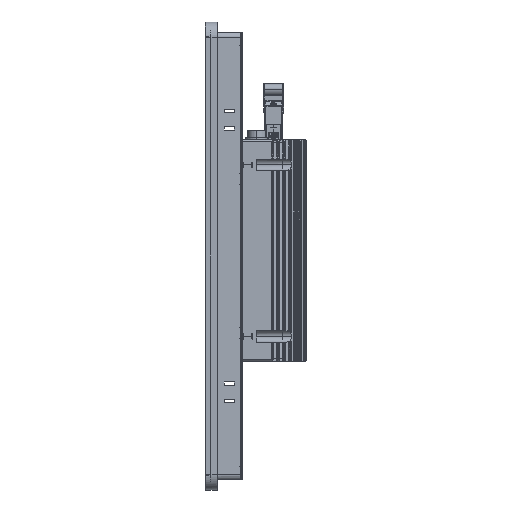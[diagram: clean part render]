
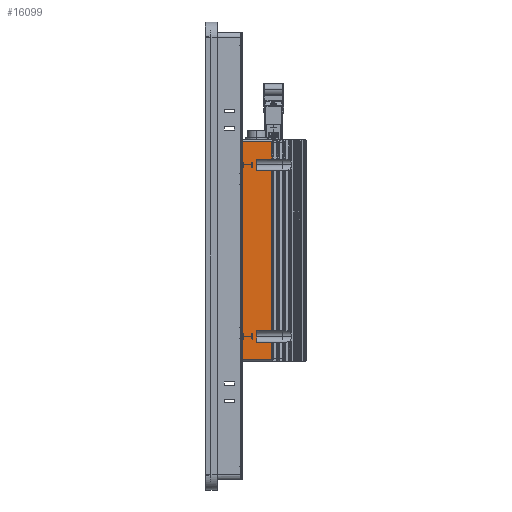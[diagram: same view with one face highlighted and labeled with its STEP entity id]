
A CAD part, left-side view. The second image highlights one B-rep face of the part: STEP entity #16099.
In plain terms, the highlighted planar face has unit normal (-1, 0, 0).
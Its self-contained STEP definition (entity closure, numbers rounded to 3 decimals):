
#1357 = VERTEX_POINT ( 'NONE', #7435 ) ;
#3347 = VECTOR ( 'NONE', #146462, 1000. ) ;
#3623 = CARTESIAN_POINT ( 'NONE',  ( -133.201, -42.377, 80.152 ) ) ;
#6095 = EDGE_CURVE ( 'NONE', #152840, #71253, #56458, .T. ) ;
#7435 = CARTESIAN_POINT ( 'NONE',  ( -133.201, -43.43, -60.248 ) ) ;
#7498 = CARTESIAN_POINT ( 'NONE',  ( -133.201, -22.85, 80.152 ) ) ;
#9922 = ORIENTED_EDGE ( 'NONE', *, *, #98586, .F. ) ;
#11326 = VECTOR ( 'NONE', #91542, 1000. ) ;
#11589 = CARTESIAN_POINT ( 'NONE',  ( -133.201, -22.85, -73.748 ) ) ;
#13753 = EDGE_CURVE ( 'NONE', #47930, #151370, #34004, .T. ) ;
#16099 = ADVANCED_FACE ( 'NONE', ( #61482 ), #24268, .T. ) ;
#17864 = CARTESIAN_POINT ( 'NONE',  ( -133.201, -42.904, 80.136 ) ) ;
#18146 = LINE ( 'NONE', #111755, #78118 ) ;
#19058 = EDGE_CURVE ( 'NONE', #71253, #139888, #106336, .T. ) ;
#19722 = CARTESIAN_POINT ( 'NONE',  ( -133.201, -32.85, -73.748 ) ) ;
#20607 = EDGE_CURVE ( 'NONE', #56304, #127285, #91938, .T. ) ;
#21926 = DIRECTION ( 'NONE',  ( 0., -1., 0. ) ) ;
#23264 = LINE ( 'NONE', #132682, #116542 ) ;
#24268 = PLANE ( 'NONE',  #92752 ) ;
#25276 = LINE ( 'NONE', #59382, #30863 ) ;
#26467 = EDGE_CURVE ( 'NONE', #151370, #1357, #114163, .T. ) ;
#28567 = DIRECTION ( 'NONE',  ( 0., 0., 1. ) ) ;
#29728 = VECTOR ( 'NONE', #44543, 1000. ) ;
#29738 = CARTESIAN_POINT ( 'NONE',  ( -133.201, -41.85, -72.648 ) ) ;
#30024 = VERTEX_POINT ( 'NONE', #92128 ) ;
#30825 = VECTOR ( 'NONE', #67346, 1000. ) ;
#30863 = VECTOR ( 'NONE', #107763, 1000. ) ;
#30994 = ORIENTED_EDGE ( 'NONE', *, *, #85985, .T. ) ;
#34004 = B_SPLINE_CURVE_WITH_KNOTS ( 'NONE', 3,
 ( #29738, #65392, #127226, #42423 ),
 .UNSPECIFIED., .F., .F.,
 ( 4, 4 ),
 ( 0., 0.002 ),
 .UNSPECIFIED. ) ;
#34841 = ORIENTED_EDGE ( 'NONE', *, *, #154899, .T. ) ;
#36533 = LINE ( 'NONE', #86427, #39040 ) ;
#38409 = DIRECTION ( 'NONE',  ( 0., 0., 1. ) ) ;
#39040 = VECTOR ( 'NONE', #134815, 1000. ) ;
#40479 = CARTESIAN_POINT ( 'NONE',  ( -133.201, -43.43, -73.748 ) ) ;
#40895 = CARTESIAN_POINT ( 'NONE',  ( -133.201, -43.43, 80.104 ) ) ;
#42423 = CARTESIAN_POINT ( 'NONE',  ( -133.201, -43.43, -72.6 ) ) ;
#44543 = DIRECTION ( 'NONE',  ( 0., 0., 1. ) ) ;
#46106 = CARTESIAN_POINT ( 'NONE',  ( -133.201, -43.43, -73.748 ) ) ;
#46651 = DIRECTION ( 'NONE',  ( 0., 0., 1. ) ) ;
#47930 = VERTEX_POINT ( 'NONE', #64066 ) ;
#48273 = CARTESIAN_POINT ( 'NONE',  ( -133.201, -22.85, -72.648 ) ) ;
#50203 = VECTOR ( 'NONE', #28567, 1000. ) ;
#52012 = CARTESIAN_POINT ( 'NONE',  ( -133.201, -41.85, 80.152 ) ) ;
#52191 = ORIENTED_EDGE ( 'NONE', *, *, #139068, .T. ) ;
#56304 = VERTEX_POINT ( 'NONE', #97882 ) ;
#56458 = LINE ( 'NONE', #77906, #63520 ) ;
#59382 = CARTESIAN_POINT ( 'NONE',  ( -133.201, -22.85, -73.748 ) ) ;
#61482 = FACE_OUTER_BOUND ( 'NONE', #95239, .T. ) ;
#61886 = ORIENTED_EDGE ( 'NONE', *, *, #132657, .T. ) ;
#63520 = VECTOR ( 'NONE', #90588, 1000. ) ;
#64066 = CARTESIAN_POINT ( 'NONE',  ( -133.201, -41.85, -72.648 ) ) ;
#65392 = CARTESIAN_POINT ( 'NONE',  ( -133.201, -42.377, -72.648 ) ) ;
#65832 = EDGE_CURVE ( 'NONE', #127285, #146867, #125440, .T. ) ;
#65872 = ORIENTED_EDGE ( 'NONE', *, *, #96709, .T. ) ;
#67346 = DIRECTION ( 'NONE',  ( 0., 0., 1. ) ) ;
#68506 = LINE ( 'NONE', #7498, #11326 ) ;
#71253 = VERTEX_POINT ( 'NONE', #126079 ) ;
#71615 = DIRECTION ( 'NONE',  ( 0., -1., 0. ) ) ;
#72527 = CARTESIAN_POINT ( 'NONE',  ( -133.201, -32.85, 59.752 ) ) ;
#77906 = CARTESIAN_POINT ( 'NONE',  ( -133.201, -22.85, -52.248 ) ) ;
#78118 = VECTOR ( 'NONE', #149805, 1000. ) ;
#79812 = EDGE_CURVE ( 'NONE', #1357, #30024, #36533, .T. ) ;
#85874 = ORIENTED_EDGE ( 'NONE', *, *, #6095, .T. ) ;
#85985 = EDGE_CURVE ( 'NONE', #146867, #147278, #68506, .T. ) ;
#86427 = CARTESIAN_POINT ( 'NONE',  ( -133.201, -22.85, -60.248 ) ) ;
#88299 = LINE ( 'NONE', #122452, #125788 ) ;
#90588 = DIRECTION ( 'NONE',  ( 0., -1., 0. ) ) ;
#91542 = DIRECTION ( 'NONE',  ( 0., 1., 0. ) ) ;
#91864 = CARTESIAN_POINT ( 'NONE',  ( -133.201, -32.85, 67.752 ) ) ;
#91938 = LINE ( 'NONE', #40479, #50203 ) ;
#92128 = CARTESIAN_POINT ( 'NONE',  ( -133.201, -32.85, -60.248 ) ) ;
#92752 = AXIS2_PLACEMENT_3D ( 'NONE', #11589, #94835, #21926 ) ;
#93395 = VERTEX_POINT ( 'NONE', #48273 ) ;
#94835 = DIRECTION ( 'NONE',  ( -1., 0., 0. ) ) ;
#94980 = LINE ( 'NONE', #19722, #149948 ) ;
#95239 = EDGE_LOOP ( 'NONE', ( #131272, #148936, #154448, #52191, #85874, #116445, #34841, #123823, #65872, #151541, #102017, #30994, #9922, #61886 ) ) ;
#96709 = EDGE_CURVE ( 'NONE', #144135, #56304, #23264, .T. ) ;
#97882 = CARTESIAN_POINT ( 'NONE',  ( -133.201, -43.43, 67.752 ) ) ;
#98586 = EDGE_CURVE ( 'NONE', #93395, #147278, #25276, .T. ) ;
#98846 = LINE ( 'NONE', #112311, #3347 ) ;
#101408 = CARTESIAN_POINT ( 'NONE',  ( -133.201, -43.43, -72.6 ) ) ;
#102017 = ORIENTED_EDGE ( 'NONE', *, *, #65832, .T. ) ;
#106336 = LINE ( 'NONE', #46106, #29728 ) ;
#106701 = CARTESIAN_POINT ( 'NONE',  ( -133.201, -32.85, -52.248 ) ) ;
#107763 = DIRECTION ( 'NONE',  ( 0., 0., 1. ) ) ;
#111755 = CARTESIAN_POINT ( 'NONE',  ( -133.201, -22.85, 59.752 ) ) ;
#112311 = CARTESIAN_POINT ( 'NONE',  ( -133.201, -22.85, -72.648 ) ) ;
#113848 = CARTESIAN_POINT ( 'NONE',  ( -133.201, -22.85, 80.152 ) ) ;
#114163 = LINE ( 'NONE', #151434, #30825 ) ;
#116445 = ORIENTED_EDGE ( 'NONE', *, *, #19058, .T. ) ;
#116542 = VECTOR ( 'NONE', #71615, 1000. ) ;
#122452 = CARTESIAN_POINT ( 'NONE',  ( -133.201, -32.85, -73.748 ) ) ;
#123823 = ORIENTED_EDGE ( 'NONE', *, *, #144113, .T. ) ;
#125440 = B_SPLINE_CURVE_WITH_KNOTS ( 'NONE', 3,
 ( #40895, #17864, #3623, #52012 ),
 .UNSPECIFIED., .F., .F.,
 ( 4, 4 ),
 ( 0., 0.002 ),
 .UNSPECIFIED. ) ;
#125788 = VECTOR ( 'NONE', #38409, 1000. ) ;
#126079 = CARTESIAN_POINT ( 'NONE',  ( -133.201, -43.43, -52.248 ) ) ;
#127226 = CARTESIAN_POINT ( 'NONE',  ( -133.201, -42.904, -72.632 ) ) ;
#127285 = VERTEX_POINT ( 'NONE', #155776 ) ;
#129043 = CARTESIAN_POINT ( 'NONE',  ( -133.201, -41.85, 80.152 ) ) ;
#130587 = VERTEX_POINT ( 'NONE', #72527 ) ;
#131272 = ORIENTED_EDGE ( 'NONE', *, *, #13753, .T. ) ;
#132657 = EDGE_CURVE ( 'NONE', #93395, #47930, #98846, .T. ) ;
#132682 = CARTESIAN_POINT ( 'NONE',  ( -133.201, -22.85, 67.752 ) ) ;
#134815 = DIRECTION ( 'NONE',  ( 0., 1., 0. ) ) ;
#137698 = CARTESIAN_POINT ( 'NONE',  ( -133.201, -43.43, 59.752 ) ) ;
#139068 = EDGE_CURVE ( 'NONE', #30024, #152840, #88299, .T. ) ;
#139888 = VERTEX_POINT ( 'NONE', #137698 ) ;
#144113 = EDGE_CURVE ( 'NONE', #130587, #144135, #94980, .T. ) ;
#144135 = VERTEX_POINT ( 'NONE', #91864 ) ;
#146462 = DIRECTION ( 'NONE',  ( 0., -1., 0. ) ) ;
#146867 = VERTEX_POINT ( 'NONE', #129043 ) ;
#147278 = VERTEX_POINT ( 'NONE', #113848 ) ;
#148936 = ORIENTED_EDGE ( 'NONE', *, *, #26467, .T. ) ;
#149805 = DIRECTION ( 'NONE',  ( 0., 1., 0. ) ) ;
#149948 = VECTOR ( 'NONE', #46651, 1000. ) ;
#151370 = VERTEX_POINT ( 'NONE', #101408 ) ;
#151434 = CARTESIAN_POINT ( 'NONE',  ( -133.201, -43.43, -73.748 ) ) ;
#151541 = ORIENTED_EDGE ( 'NONE', *, *, #20607, .T. ) ;
#152840 = VERTEX_POINT ( 'NONE', #106701 ) ;
#154448 = ORIENTED_EDGE ( 'NONE', *, *, #79812, .T. ) ;
#154899 = EDGE_CURVE ( 'NONE', #139888, #130587, #18146, .T. ) ;
#155776 = CARTESIAN_POINT ( 'NONE',  ( -133.201, -43.43, 80.104 ) ) ;
